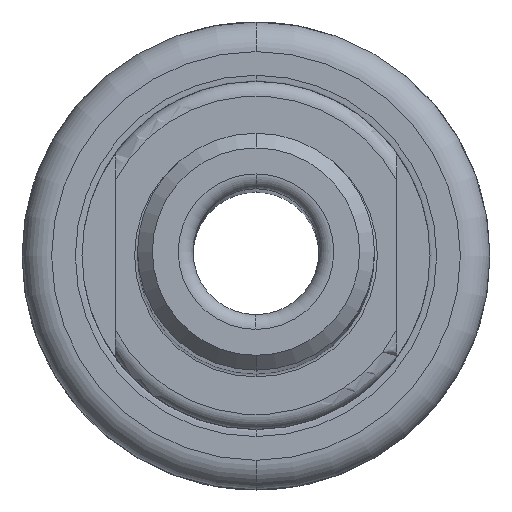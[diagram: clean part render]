
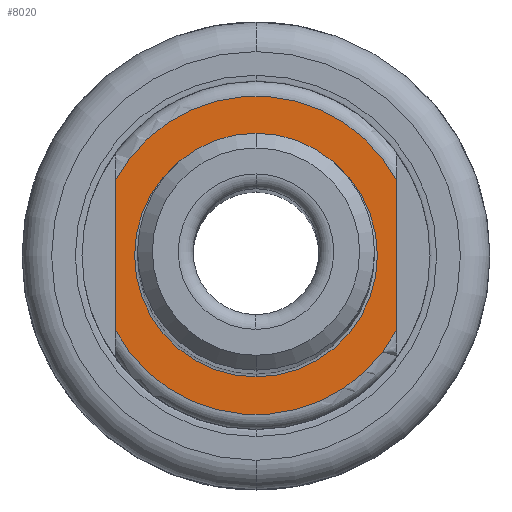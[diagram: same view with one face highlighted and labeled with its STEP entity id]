
A CAD part, top view. The second image highlights one B-rep face of the part: STEP entity #8020.
In plain terms, the highlighted planar face has unit normal (0, 0, 1).
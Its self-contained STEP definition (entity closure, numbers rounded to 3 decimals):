
#2222=CARTESIAN_POINT('',(0,0,-75.7));
#2223=DIRECTION('',(0,0,1));
#2224=DIRECTION('',(-0.884,-0.468,0));
#2225=AXIS2_PLACEMENT_3D('',#2222,#2223,#2224);
#2266=CARTESIAN_POINT('',(0,0,-75.7));
#2267=DIRECTION('',(0,0,1));
#2268=DIRECTION('',(0.884,0.468,0));
#2269=AXIS2_PLACEMENT_3D('',#2266,#2267,#2268);
#2284=DIRECTION('',(0,-1,0));
#2285=VECTOR('',#2284,10.062);
#2286=CARTESIAN_POINT('',(-9.5,5.031,-75.7));
#2287=LINE('',#2286,#2285);
#2288=DIRECTION('',(0,-1,0));
#2289=VECTOR('',#2288,10.062);
#2290=CARTESIAN_POINT('',(9.5,5.031,-75.7));
#2291=LINE('',#2290,#2289);
#2292=CARTESIAN_POINT('',(0,0,-75.7));
#2293=DIRECTION('',(0,0,-1));
#2294=DIRECTION('',(0,1,0));
#2295=AXIS2_PLACEMENT_3D('',#2292,#2293,#2294);
#2307=CARTESIAN_POINT('',(0,0,-75.7));
#2308=DIRECTION('',(0,0,1));
#2309=DIRECTION('',(0,1,0));
#2310=AXIS2_PLACEMENT_3D('',#2307,#2308,#2309);
#3368=CARTESIAN_POINT('',(0,8.2,-75.7));
#3370=VERTEX_POINT('',#3368);
#3378=CARTESIAN_POINT('',(0,-8.2,-75.7));
#3380=VERTEX_POINT('',#3378);
#3408=CARTESIAN_POINT('',(-9.5,5.031,-75.7));
#3409=CARTESIAN_POINT('',(-9.5,-5.031,-75.7));
#3410=VERTEX_POINT('',#3408);
#3411=VERTEX_POINT('',#3409);
#3412=CARTESIAN_POINT('',(9.5,5.031,-75.7));
#3413=CARTESIAN_POINT('',(9.5,-5.031,-75.7));
#3414=VERTEX_POINT('',#3412);
#3415=VERTEX_POINT('',#3413);
#8002=CARTESIAN_POINT('',(0,0,-75.7));
#8003=DIRECTION('',(0,0,-1));
#8004=DIRECTION('',(0,-1,0));
#8005=AXIS2_PLACEMENT_3D('',#8002,#8003,#8004);
#8006=PLANE('',#8005);
#8008=ORIENTED_EDGE('',*,*,#8007,.F.);
#8009=ORIENTED_EDGE('',*,*,#7995,.F.);
#8010=ORIENTED_EDGE('',*,*,#7953,.T.);
#8011=ORIENTED_EDGE('',*,*,#7975,.F.);
#8012=EDGE_LOOP('',(#8008,#8009,#8010,#8011));
#8013=FACE_OUTER_BOUND('',#8012,.F.);
#8015=ORIENTED_EDGE('',*,*,#8014,.F.);
#8017=ORIENTED_EDGE('',*,*,#8016,.T.);
#8018=EDGE_LOOP('',(#8015,#8017));
#8019=FACE_BOUND('',#8018,.F.);
#8020=ADVANCED_FACE('',(#8013,#8019),#8006,.F.);
#2226=CIRCLE('',#2225,10.75);
#2270=CIRCLE('',#2269,10.75);
#2296=CIRCLE('',#2295,8.2);
#2311=CIRCLE('',#2310,8.2);
#7953=EDGE_CURVE('',#3414,#3415,#2291,.T.);
#7975=EDGE_CURVE('',#3411,#3415,#2226,.T.);
#7995=EDGE_CURVE('',#3414,#3410,#2270,.T.);
#8007=EDGE_CURVE('',#3410,#3411,#2287,.T.);
#8014=EDGE_CURVE('',#3370,#3380,#2296,.T.);
#8016=EDGE_CURVE('',#3370,#3380,#2311,.T.);
